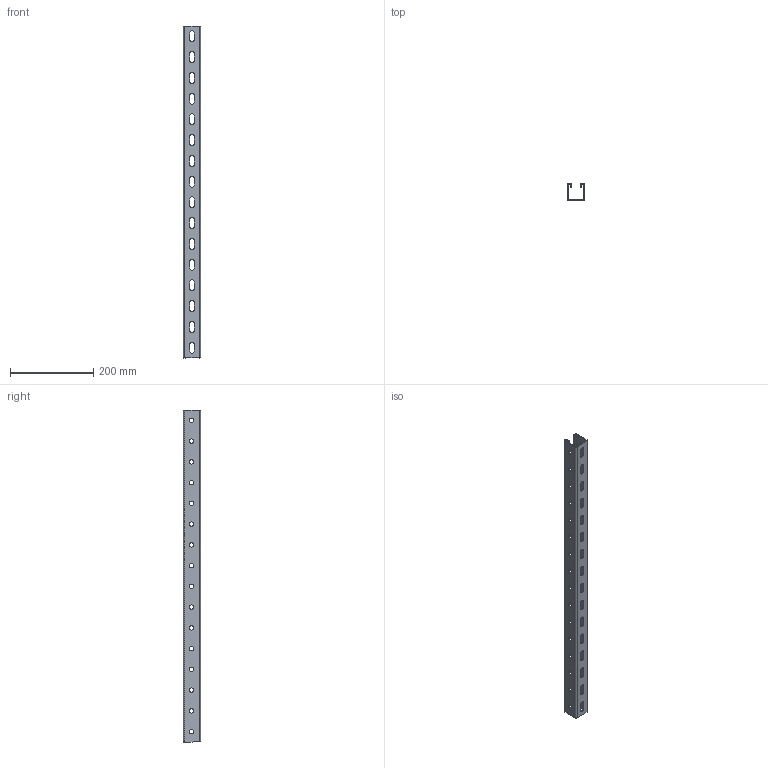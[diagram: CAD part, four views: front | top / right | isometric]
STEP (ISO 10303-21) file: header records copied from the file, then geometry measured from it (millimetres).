
FILE_DESCRIPTION (( 'STEP AP203' ), '1' );
FILE_NAME ('Ïðîôèëü C-îáðàçíûé 41_BPL4108.STEP', '2012-11-16T08:11:23', ( 'Àñååâ' ), ( '' ), 'SwSTEP 2.0', 'SolidWorks 2012', '' );
FILE_SCHEMA (( 'CONFIG_CONTROL_DESIGN' ));
Length unit declared in the file: millimetre
Products named in the file (1): Ïðîôèëü C-îáðàçíûé 41_BPL4108
Bounding box: 41 x 41 x 800 mm (x, y, z)
Volume: 164709.3 mm3; surface area: 225617.2 mm2
Topology: 1 solids, 1 shells, 126 faces, 388 edges, 264 vertices
Faces by surface type: cylinder 76, plane 50
Full cylindrical faces by diameter (mm): 10.5 x32
Entity records: 4377 total; most frequent: DIRECTION 746, CARTESIAN_POINT 715, ORIENTED_EDGE 680, EDGE_CURVE 340, AXIS2_PLACEMENT_3D 279, EDGE_LOOP 254, VERTEX_POINT 248, LINE 188
